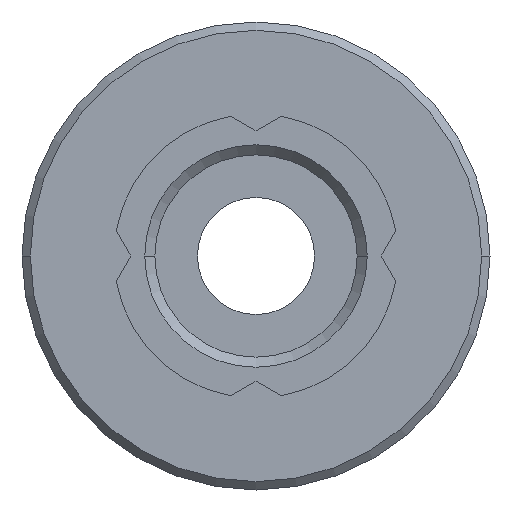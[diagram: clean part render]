
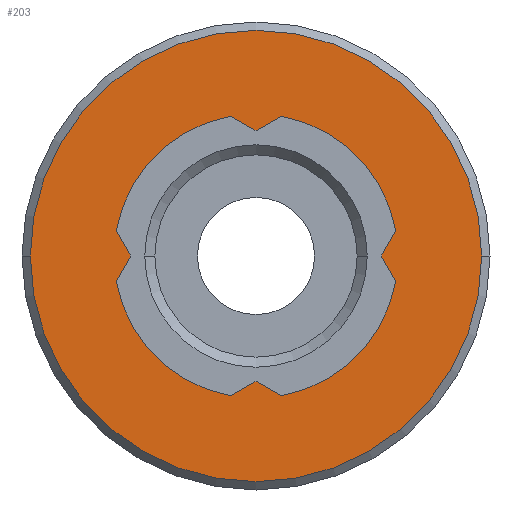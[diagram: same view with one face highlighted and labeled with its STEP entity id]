
A CAD part, front view. The second image highlights one B-rep face of the part: STEP entity #203.
In plain terms, the highlighted planar face has unit normal (0, -1, 0).
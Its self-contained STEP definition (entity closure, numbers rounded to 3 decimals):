
#203=ADVANCED_FACE('',(#435,#436),#437,.T.);
#435=FACE_BOUND('',#692,.T.);
#436=FACE_OUTER_BOUND('',#693,.T.);
#437=PLANE('',#694);
#692=EDGE_LOOP('',(#1194,#1195,#1196,#1197,#1198,#1199,#1200,#1201,#1202,#1203,#1204,#1205));
#693=EDGE_LOOP('',(#1206,#1207));
#694=AXIS2_PLACEMENT_3D('',#1208,#1209,#1210);
#1194=ORIENTED_EDGE('',*,*,#1670,.T.);
#1195=ORIENTED_EDGE('',*,*,#1671,.T.);
#1196=ORIENTED_EDGE('',*,*,#1672,.T.);
#1197=ORIENTED_EDGE('',*,*,#1525,.T.);
#1198=ORIENTED_EDGE('',*,*,#1474,.T.);
#1199=ORIENTED_EDGE('',*,*,#1673,.T.);
#1200=ORIENTED_EDGE('',*,*,#1674,.T.);
#1201=ORIENTED_EDGE('',*,*,#1675,.T.);
#1202=ORIENTED_EDGE('',*,*,#1561,.T.);
#1203=ORIENTED_EDGE('',*,*,#1676,.T.);
#1204=ORIENTED_EDGE('',*,*,#1629,.T.);
#1205=ORIENTED_EDGE('',*,*,#1543,.T.);
#1206=ORIENTED_EDGE('',*,*,#1677,.F.);
#1207=ORIENTED_EDGE('',*,*,#1532,.F.);
#1208=CARTESIAN_POINT('',(6.75,1.7,0.0));
#1209=DIRECTION('',(0.,-1.0,0.0));
#1210=DIRECTION('',(-1.0,0.,0.0));
#1474=EDGE_CURVE('',#1734,#1735,#1736,.T.);
#1525=EDGE_CURVE('',#1822,#1734,#1823,.T.);
#1532=EDGE_CURVE('',#1833,#1828,#1835,.T.);
#1543=EDGE_CURVE('',#1852,#1853,#1854,.T.);
#1561=EDGE_CURVE('',#1881,#1882,#1883,.T.);
#1629=EDGE_CURVE('',#1979,#1852,#1980,.T.);
#1670=EDGE_CURVE('',#1853,#2025,#2026,.T.);
#1671=EDGE_CURVE('',#2025,#2027,#2028,.T.);
#1672=EDGE_CURVE('',#2027,#1822,#2029,.T.);
#1673=EDGE_CURVE('',#1735,#2030,#2031,.T.);
#1674=EDGE_CURVE('',#2030,#2032,#2033,.T.);
#1675=EDGE_CURVE('',#2032,#1881,#2034,.T.);
#1676=EDGE_CURVE('',#1882,#1979,#2035,.T.);
#1677=EDGE_CURVE('',#1828,#1833,#2036,.T.);
#1734=VERTEX_POINT('',#2099);
#1735=VERTEX_POINT('',#2100);
#1736=LINE('',#2101,#2102);
#1822=VERTEX_POINT('',#2263);
#1823=LINE('',#2264,#2265);
#1828=VERTEX_POINT('',#2272);
#1833=VERTEX_POINT('',#2278);
#1835=CIRCLE('',#2281,13.5);
#1852=VERTEX_POINT('',#2322);
#1853=VERTEX_POINT('',#2323);
#1854=CIRCLE('',#2324,8.5);
#1881=VERTEX_POINT('',#2359);
#1882=VERTEX_POINT('',#2360);
#1883=CIRCLE('',#2361,8.5);
#1979=VERTEX_POINT('',#2589);
#1980=LINE('',#2590,#2591);
#2025=VERTEX_POINT('',#2691);
#2026=LINE('',#2692,#2693);
#2027=VERTEX_POINT('',#2694);
#2028=LINE('',#2695,#2696);
#2029=CIRCLE('',#2697,8.5);
#2030=VERTEX_POINT('',#2698);
#2031=CIRCLE('',#2699,8.5);
#2032=VERTEX_POINT('',#2700);
#2033=LINE('',#2701,#2702);
#2034=LINE('',#2703,#2704);
#2035=LINE('',#2705,#2706);
#2036=CIRCLE('',#2707,13.5);
#2099=CARTESIAN_POINT('',(7.5,1.7,0.));
#2100=CARTESIAN_POINT('',(8.366,1.7,-1.501));
#2101=CARTESIAN_POINT('',(7.888,1.7,-0.672));
#2102=VECTOR('',#2803,1.0);
#2263=CARTESIAN_POINT('',(8.366,1.7,1.501));
#2264=CARTESIAN_POINT('',(7.888,1.7,0.672));
#2265=VECTOR('',#2888,1.0);
#2272=CARTESIAN_POINT('',(13.5,1.7,0.0));
#2278=CARTESIAN_POINT('',(-13.5,1.7,0.));
#2281=AXIS2_PLACEMENT_3D('',#2896,#2897,#2898);
#2322=CARTESIAN_POINT('',(-8.366,1.7,1.501));
#2323=CARTESIAN_POINT('',(-1.501,1.7,8.366));
#2324=AXIS2_PLACEMENT_3D('',#2910,#2911,#2912);
#2359=CARTESIAN_POINT('',(-1.501,1.7,-8.366));
#2360=CARTESIAN_POINT('',(-8.366,1.7,-1.501));
#2361=AXIS2_PLACEMENT_3D('',#2936,#2937,#2938);
#2589=CARTESIAN_POINT('',(-7.5,1.7,0.));
#2590=CARTESIAN_POINT('',(-6.2,1.7,-2.251));
#2591=VECTOR('',#3018,1.0);
#2691=CARTESIAN_POINT('',(0.,1.7,7.5));
#2692=CARTESIAN_POINT('',(3.321,1.7,5.583));
#2693=VECTOR('',#3060,1.0);
#2694=CARTESIAN_POINT('',(1.501,1.7,8.366));
#2695=CARTESIAN_POINT('',(1.742,1.7,8.506));
#2696=VECTOR('',#3061,1.0);
#2697=AXIS2_PLACEMENT_3D('',#3062,#3063,#3064);
#2698=CARTESIAN_POINT('',(1.501,1.7,-8.366));
#2699=AXIS2_PLACEMENT_3D('',#3065,#3066,#3067);
#2700=CARTESIAN_POINT('',(0.,1.7,-7.5));
#2701=CARTESIAN_POINT('',(1.742,1.7,-8.506));
#2702=VECTOR('',#3068,1.0);
#2703=CARTESIAN_POINT('',(3.321,1.7,-5.583));
#2704=VECTOR('',#3069,1.0);
#2705=CARTESIAN_POINT('',(-6.2,1.7,2.251));
#2706=VECTOR('',#3070,1.0);
#2707=AXIS2_PLACEMENT_3D('',#3071,#3072,#3073);
#2803=DIRECTION('',(0.5,0.,-0.866));
#2888=DIRECTION('',(-0.5,0.,-0.866));
#2896=CARTESIAN_POINT('',(0.0,1.7,0.0));
#2897=DIRECTION('',(-0.0,1.0,0.0));
#2898=DIRECTION('',(1.0,0.0,0.0));
#2910=CARTESIAN_POINT('',(0.0,1.7,0.0));
#2911=DIRECTION('',(0.,1.0,0.0));
#2912=DIRECTION('',(1.0,0.,0.0));
#2936=CARTESIAN_POINT('',(0.0,1.7,0.0));
#2937=DIRECTION('',(0.,1.0,0.0));
#2938=DIRECTION('',(1.0,0.,0.0));
#3018=DIRECTION('',(-0.5,0.,0.866));
#3060=DIRECTION('',(0.866,0.,-0.5));
#3061=DIRECTION('',(0.866,0.,0.5));
#3062=CARTESIAN_POINT('',(0.0,1.7,0.0));
#3063=DIRECTION('',(0.,1.0,0.0));
#3064=DIRECTION('',(1.0,0.,0.0));
#3065=CARTESIAN_POINT('',(0.0,1.7,0.0));
#3066=DIRECTION('',(0.,1.0,0.0));
#3067=DIRECTION('',(1.0,0.,0.0));
#3068=DIRECTION('',(-0.866,0.,0.5));
#3069=DIRECTION('',(-0.866,0.,-0.5));
#3070=DIRECTION('',(0.5,0.,0.866));
#3071=CARTESIAN_POINT('',(0.0,1.7,0.0));
#3072=DIRECTION('',(-0.0,1.0,0.0));
#3073=DIRECTION('',(1.0,0.0,0.0));
